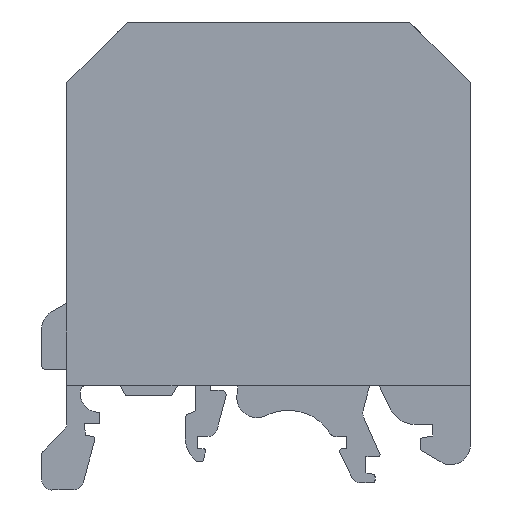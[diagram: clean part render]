
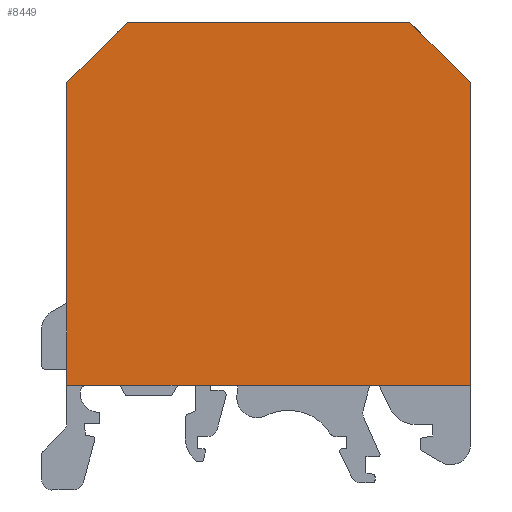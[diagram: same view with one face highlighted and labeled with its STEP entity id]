
A CAD part, front view. The second image highlights one B-rep face of the part: STEP entity #8449.
In plain terms, the highlighted planar face has unit normal (0, -1, 0).
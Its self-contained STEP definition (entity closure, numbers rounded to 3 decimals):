
#1693=ORIENTED_EDGE('',*,*,#3527,.F.);
#1694=ORIENTED_EDGE('',*,*,#3537,.F.);
#1695=ORIENTED_EDGE('',*,*,#3535,.F.);
#1696=ORIENTED_EDGE('',*,*,#3533,.F.);
#1697=ORIENTED_EDGE('',*,*,#3531,.F.);
#1698=ORIENTED_EDGE('',*,*,#3529,.F.);
#3527=EDGE_CURVE('',#4508,#4509,#5461,.T.);
#3529=EDGE_CURVE('',#4509,#4510,#5463,.T.);
#3531=EDGE_CURVE('',#4510,#4511,#5465,.T.);
#3533=EDGE_CURVE('',#4511,#4512,#5467,.T.);
#3535=EDGE_CURVE('',#4512,#4513,#5469,.T.);
#3537=EDGE_CURVE('',#4513,#4508,#5471,.T.);
#4508=VERTEX_POINT('',#13194);
#4509=VERTEX_POINT('',#13196);
#4510=VERTEX_POINT('',#13200);
#4511=VERTEX_POINT('',#13204);
#4512=VERTEX_POINT('',#13208);
#4513=VERTEX_POINT('',#13212);
#5461=LINE('',#13195,#6514);
#5463=LINE('',#13199,#6516);
#5465=LINE('',#13203,#6518);
#5467=LINE('',#13207,#6520);
#5469=LINE('',#13211,#6522);
#5471=LINE('',#13215,#6524);
#6514=VECTOR('',#10713,1000.);
#6516=VECTOR('',#10717,1000.);
#6518=VECTOR('',#10721,1000.);
#6520=VECTOR('',#10725,1000.);
#6522=VECTOR('',#10729,1000.);
#6524=VECTOR('',#10733,1000.);
#7139=EDGE_LOOP('',(#1693,#1694,#1695,#1696,#1697,#1698));
#7626=FACE_BOUND('',#7139,.T.);
#8043=PLANE('',#9006);
#8449=ADVANCED_FACE('',(#7626),#8043,.F.);
#9006=AXIS2_PLACEMENT_3D('',#13216,#10734,#10735);
#10713=DIRECTION('',(0.707,0.,0.707));
#10717=DIRECTION('',(1.,0.,0.));
#10721=DIRECTION('',(0.707,0.,-0.707));
#10725=DIRECTION('',(0.,0.,-1.));
#10729=DIRECTION('',(-1.,0.,0.));
#10733=DIRECTION('',(0.,0.,1.));
#10734=DIRECTION('',(0.,1.,0.));
#10735=DIRECTION('',(0.,0.,-1.));
#13194=CARTESIAN_POINT('',(-20.,-48.58,16.898));
#13195=CARTESIAN_POINT('',(-14.,-48.58,22.898));
#13196=CARTESIAN_POINT('',(-14.,-48.58,22.898));
#13199=CARTESIAN_POINT('',(-14.,-48.58,22.898));
#13200=CARTESIAN_POINT('',(14.,-48.58,22.898));
#13203=CARTESIAN_POINT('',(20.,-48.58,16.898));
#13204=CARTESIAN_POINT('',(20.,-48.58,16.898));
#13207=CARTESIAN_POINT('',(20.,-48.58,16.898));
#13208=CARTESIAN_POINT('',(20.,-48.58,-13.102));
#13211=CARTESIAN_POINT('',(20.,-48.58,-13.102));
#13212=CARTESIAN_POINT('',(-20.,-48.58,-13.102));
#13215=CARTESIAN_POINT('',(-20.,-48.58,-13.102));
#13216=CARTESIAN_POINT('',(0.,-48.58,2.09));
